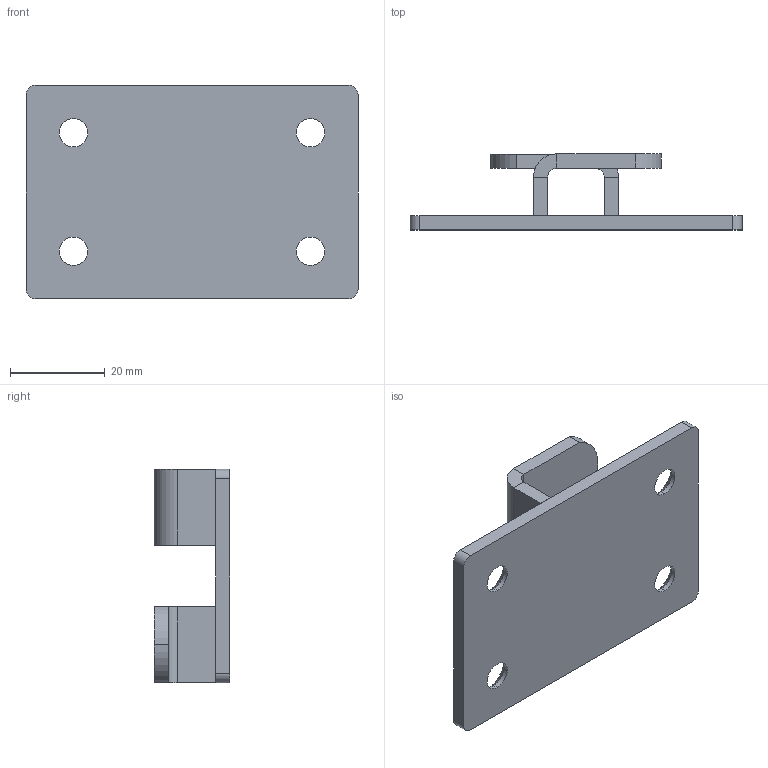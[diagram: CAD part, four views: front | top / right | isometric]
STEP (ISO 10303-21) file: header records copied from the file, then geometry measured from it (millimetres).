
FILE_DESCRIPTION (( 'STEP AP203' ), '1' );
FILE_NAME ('T65500.STEP', '2018-08-21T15:54:10', ( '' ), ( '' ), 'SwSTEP 2.0', 'SolidWorks 2016', '' );
FILE_SCHEMA (( 'CONFIG_CONTROL_DESIGN' ));
Length unit declared in the file: millimetre
Products named in the file (3): TH1822_For T65500; T65500; TH1823
Assembly tree (3 placements, depth 2):
  T65500
    TH1822_For T65500
    TH1823  x2
Bounding box: 69.99 x 16 x 45 mm (x, y, z)
Volume: 12179.4 mm3; surface area: 9660.8 mm2
Topology: 3 solids, 3 shells, 56 faces, 126 edges, 76 vertices
Faces by surface type: plane 28, cylinder 20, cone 8
Entity records: 1514 total; most frequent: DIRECTION 229, CARTESIAN_POINT 200, ORIENTED_EDGE 190, EDGE_CURVE 95, AXIS2_PLACEMENT_3D 87, VERTEX_POINT 58, LINE 55, VECTOR 55
